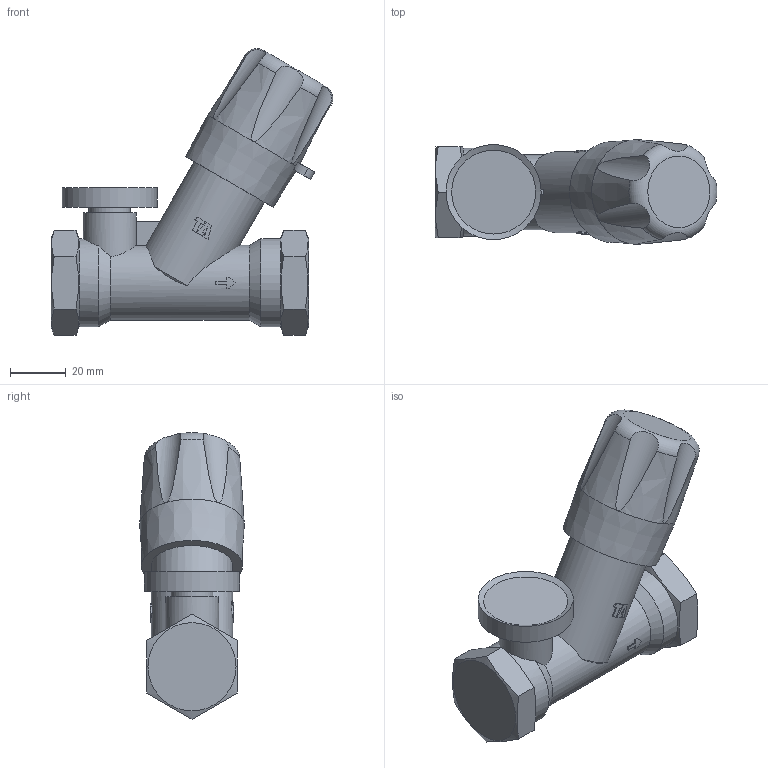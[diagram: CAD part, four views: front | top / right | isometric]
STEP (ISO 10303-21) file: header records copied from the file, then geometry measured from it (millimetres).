
FILE_DESCRIPTION( ( 'Unknown' ), '1' );
FILE_NAME( '52720020.stp', 'Unknown', ( 'Unknown' ), ( 'Unknown' ), 'XStep 1.0', 'Unknown', ' ' );
FILE_SCHEMA( ( 'CONFIG_CONTROL_DESIGN' ) );
Length unit declared in the file: millimetre
Products named in the file (1): 1
Bounding box: 100.7 x 37.37 x 102.41 mm (x, y, z)
Volume: 137965 mm3; surface area: 22400.9 mm2
Topology: 1 solids, 1 shells, 120 faces, 309 edges, 200 vertices
Faces by surface type: plane 80, cylinder 23, cone 16, torus 1
Full cylindrical faces by diameter (mm): 3.5 x1, 14.9 x1, 19 x1, 26.7 x1, 29 x1, 31.5 x2, 34 x1
Entity records: 4461 total; most frequent: CARTESIAN_POINT 1586, DIRECTION 600, ORIENTED_EDGE 572, EDGE_CURVE 286, AXIS2_PLACEMENT_3D 245, VERTEX_POINT 193, EDGE_LOOP 147, FACE_OUTER_BOUND 129
